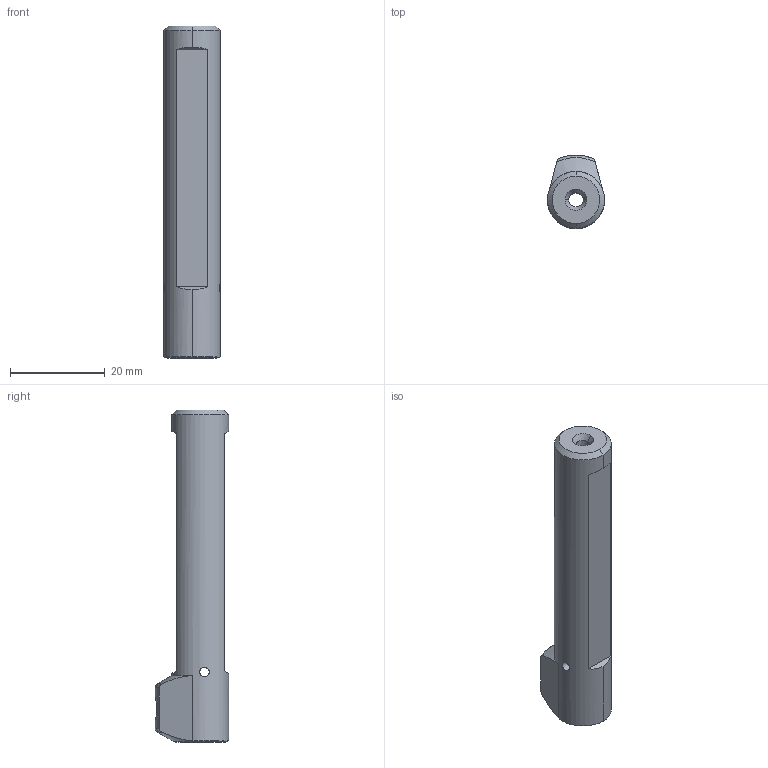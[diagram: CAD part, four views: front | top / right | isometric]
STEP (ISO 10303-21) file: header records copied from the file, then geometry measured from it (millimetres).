
FILE_DESCRIPTION(/* description */ (''),/* implementation_level */ '2;1');
FILE_NAME(/* name */ '1503306514429.stp',/* time_stamp */ '2017-08-21T11:08:40+02:00',/* author */ (''),/* organization */ ('SMS'),/* preprocessor_version */ 'ST-DEVELOPER v15',/* originating_system */ 'SIEMENS PLM Software NX 8.5',/* authorisation */ '');
FILE_SCHEMA (('AUTOMOTIVE_DESIGN { 1 0 10303 214 3 1 1 1 }'));
Length unit declared in the file: millimetre
Products named in the file (1): CXS-A12-04_step
Bounding box: 12 x 15.5 x 70 mm (x, y, z)
Volume: 6863 mm3; surface area: 3961.3 mm2
Topology: 1 solids, 1 shells, 54 faces, 156 edges, 95 vertices
Faces by surface type: cylinder 25, cone 15, plane 10, torus 4
Entity records: 2327 total; most frequent: CARTESIAN_POINT 954, ORIENTED_EDGE 300, DIRECTION 260, EDGE_CURVE 150, AXIS2_PLACEMENT_3D 103, VERTEX_POINT 95, EDGE_LOOP 59, LINE 54
